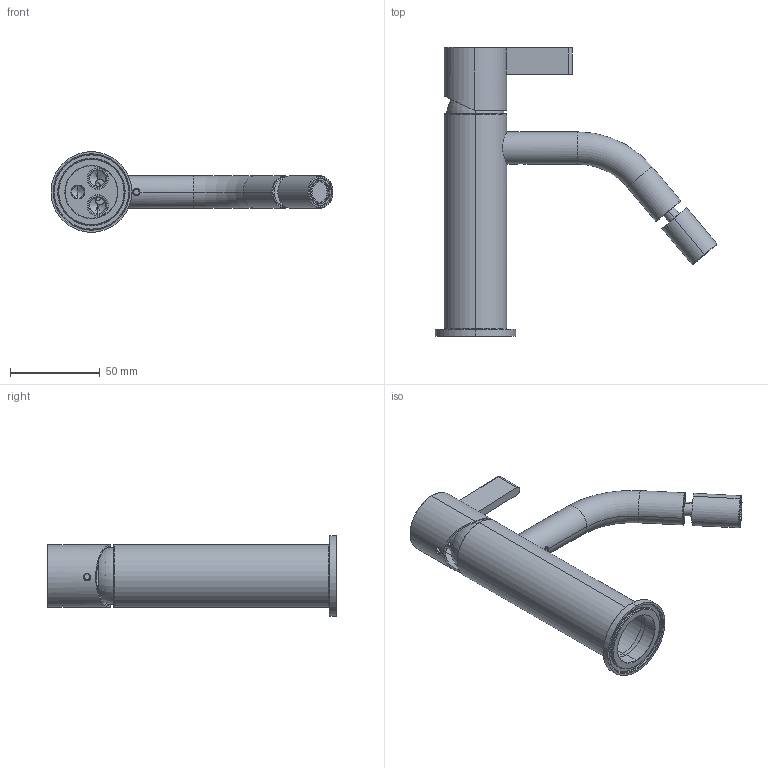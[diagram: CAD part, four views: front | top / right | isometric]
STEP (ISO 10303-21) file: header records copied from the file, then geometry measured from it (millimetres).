
FILE_DESCRIPTION (( 'STEP AP214' ), '1' );
FILE_NAME ('Z35.0011 3D.STEP', '2023-07-03T07:49:22', ( '' ), ( '' ), 'SwSTEP 2.0', 'SolidWorks 2022', '' );
FILE_SCHEMA (( 'AUTOMOTIVE_DESIGN' ));
Length unit declared in the file: millimetre
Products named in the file (12): Z35.0011 3D; 0071.004.00; AEREADOR M16.5x1; 011100700600; 0002.005.00; 0002.008.00; 0618.001.00; 0071.003.00; 0382.002.00; 0071.001.00; 0059.003.00; 0059.005.00
Assembly tree (11 placements, depth 2):
  Z35.0011 3D
    0059.003.00
    0059.005.00
    0071.001.00
    0002.005.00
    0002.008.00
    0071.003.00
    0071.004.00
    011100700600
    AEREADOR M16.5x1
    0618.001.00
    0382.002.00
Bounding box: 157.09 x 161 x 45 mm (x, y, z)
Volume: 75128.7 mm3; surface area: 63285.6 mm2
Topology: 11 solids, 11 shells, 390 faces, 897 edges, 538 vertices
Faces by surface type: cylinder 141, plane 118, cone 100, torus 27, bspline 4
Entity records: 14705 total; most frequent: CARTESIAN_POINT 4950, DIRECTION 2042, ORIENTED_EDGE 1758, EDGE_CURVE 879, AXIS2_PLACEMENT_3D 814, VERTEX_POINT 538, EDGE_LOOP 441, LINE 414
